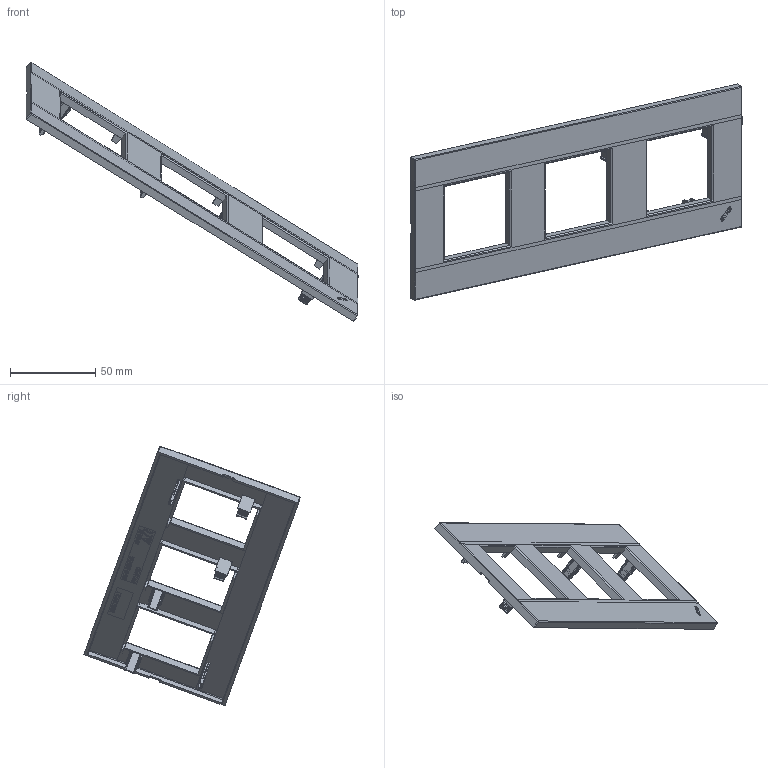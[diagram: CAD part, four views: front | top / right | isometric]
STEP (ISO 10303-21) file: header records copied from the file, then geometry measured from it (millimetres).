
FILE_DESCRIPTION(('CATIA V5 STEP Exchange'),'2;1');
FILE_NAME('44PSME36@.stp','2025-04-10T12:41:03+00:00',('none'),('none'),'CATIA Version 5-6 Release 2016 SP6','CATIA V5 STEP AP203','none');
FILE_SCHEMA(('CONFIG_CONTROL_DESIGN'));
Products named in the file (1): 44PSME36@
Assembly tree (2 placements, depth 2):
  44PSME36@
    #57
    #101
Bounding box: 194.49 x 126.72 x 151.94 mm (x, y, z)
Volume: 32448.3 mm3; surface area: 38474.9 mm2
Topology: 1 solids, 1 shells, 1780 faces, 4939 edges, 3242 vertices
Faces by surface type: plane 1399, cylinder 315, extrusion 38, bspline 20, sphere 8
Entity records: 57958 total; most frequent: CARTESIAN_POINT 16562, ORIENTED_EDGE 9846, DIRECTION 6375, EDGE_CURVE 4923, VECTOR 3388, LINE 3350, VERTEX_POINT 3234, EDGE_LOOP 1875
